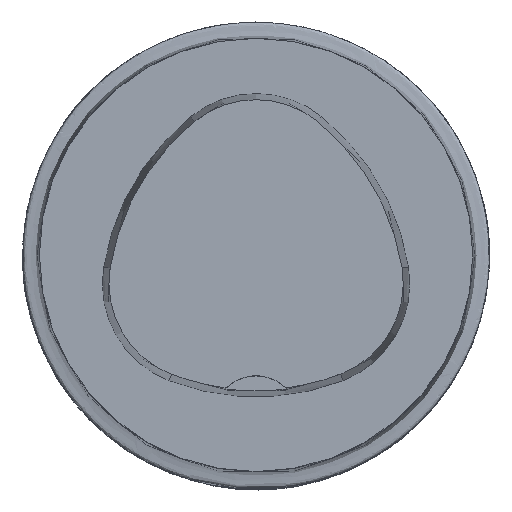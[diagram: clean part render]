
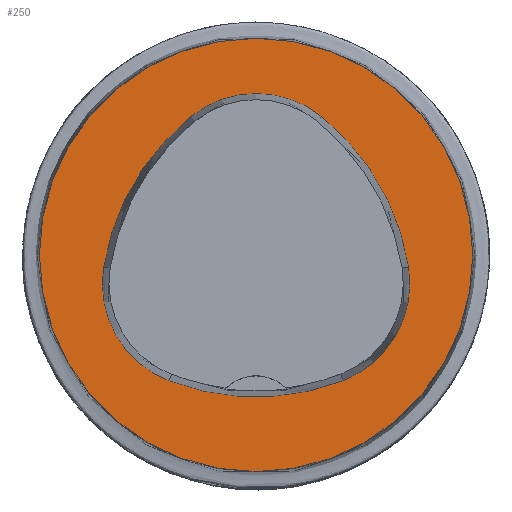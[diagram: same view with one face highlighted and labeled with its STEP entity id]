
A CAD part, top view. The second image highlights one B-rep face of the part: STEP entity #250.
In plain terms, the highlighted planar face has unit normal (0, 0, 1).
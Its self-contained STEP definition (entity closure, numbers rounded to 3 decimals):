
#177=PLANE('',#1107);
#250=ADVANCED_FACE('',(#339,#340),#177,.T.);
#295=CIRCLE('',#1078,25.);
#297=CIRCLE('',#1085,28.);
#299=CIRCLE('',#1088,12.);
#301=CIRCLE('',#1091,28.);
#303=CIRCLE('',#1094,12.);
#307=CIRCLE('',#1099,28.);
#309=CIRCLE('',#1102,12.);
#339=FACE_BOUND('',#400,.T.);
#340=FACE_BOUND('',#401,.T.);
#400=EDGE_LOOP('',(#519,#520,#521,#522,#523,#524));
#401=EDGE_LOOP('',(#525));
#519=ORIENTED_EDGE('',*,*,#704,.T.);
#520=ORIENTED_EDGE('',*,*,#684,.T.);
#521=ORIENTED_EDGE('',*,*,#688,.T.);
#522=ORIENTED_EDGE('',*,*,#691,.T.);
#523=ORIENTED_EDGE('',*,*,#694,.T.);
#524=ORIENTED_EDGE('',*,*,#702,.T.);
#525=ORIENTED_EDGE('',*,*,#674,.F.);
#613=VERTEX_POINT('',#1529);
#623=VERTEX_POINT('',#1550);
#624=VERTEX_POINT('',#1551);
#627=VERTEX_POINT('',#1559);
#629=VERTEX_POINT('',#1565);
#631=VERTEX_POINT('',#1571);
#638=VERTEX_POINT('',#1592);
#674=EDGE_CURVE('',#613,#613,#295,.T.);
#684=EDGE_CURVE('',#623,#624,#297,.T.);
#688=EDGE_CURVE('',#624,#627,#299,.T.);
#691=EDGE_CURVE('',#627,#629,#301,.T.);
#694=EDGE_CURVE('',#629,#631,#303,.T.);
#702=EDGE_CURVE('',#631,#638,#307,.T.);
#704=EDGE_CURVE('',#638,#623,#309,.T.);
#1078=AXIS2_PLACEMENT_3D('',#1528,#1243,#1244);
#1085=AXIS2_PLACEMENT_3D('',#1549,#1261,#1262);
#1088=AXIS2_PLACEMENT_3D('',#1558,#1269,#1270);
#1091=AXIS2_PLACEMENT_3D('',#1564,#1276,#1277);
#1094=AXIS2_PLACEMENT_3D('',#1570,#1283,#1284);
#1099=AXIS2_PLACEMENT_3D('',#1593,#1295,#1296);
#1102=AXIS2_PLACEMENT_3D('',#1596,#1301,#1302);
#1107=AXIS2_PLACEMENT_3D('',#1601,#1311,#1312);
#1243=DIRECTION('',(0.,0.,-1.));
#1244=DIRECTION('',(-1.,0.,0.));
#1261=DIRECTION('',(0.,0.,-1.));
#1262=DIRECTION('',(-1.,0.,0.));
#1269=DIRECTION('',(0.,0.,-1.));
#1270=DIRECTION('',(-1.,0.,0.));
#1276=DIRECTION('',(0.,0.,-1.));
#1277=DIRECTION('',(-1.,0.,0.));
#1283=DIRECTION('',(0.,0.,-1.));
#1284=DIRECTION('',(-1.,0.,0.));
#1295=DIRECTION('',(0.,0.,-1.));
#1296=DIRECTION('',(-1.,0.,0.));
#1301=DIRECTION('',(0.,0.,-1.));
#1302=DIRECTION('',(-1.,0.,0.));
#1311=DIRECTION('',(0.,0.,1.));
#1312=DIRECTION('',(1.,0.,0.));
#1528=CARTESIAN_POINT('',(0.,0.,0.));
#1529=CARTESIAN_POINT('',(-25.,0.,0.));
#1549=CARTESIAN_POINT('',(10.068,-5.824,0.));
#1550=CARTESIAN_POINT('',(-17.584,-1.424,0.));
#1551=CARTESIAN_POINT('',(-7.531,15.953,0.));
#1558=CARTESIAN_POINT('',(0.011,6.62,0.));
#1559=CARTESIAN_POINT('',(7.567,15.942,0.));
#1564=CARTESIAN_POINT('',(-10.063,-5.81,0.));
#1565=CARTESIAN_POINT('',(17.59,-1.418,0.));
#1570=CARTESIAN_POINT('',(5.739,-3.3,0.));
#1571=CARTESIAN_POINT('',(10.05,-14.499,0.));
#1592=CARTESIAN_POINT('',(-10.025,-14.516,0.));
#1593=CARTESIAN_POINT('',(-0.01,11.631,0.));
#1596=CARTESIAN_POINT('',(-5.733,-3.31,0.));
#1601=CARTESIAN_POINT('',(0.,0.,0.));
